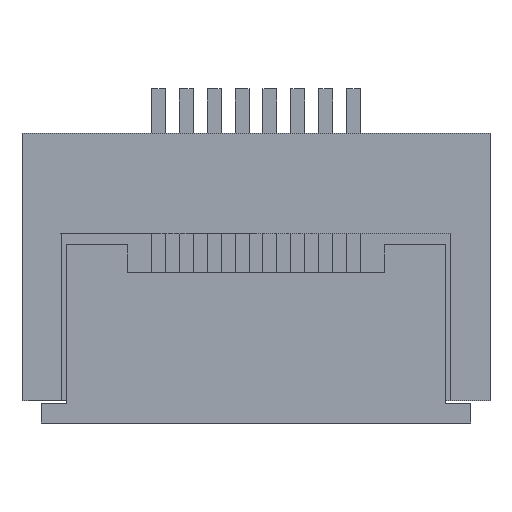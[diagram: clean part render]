
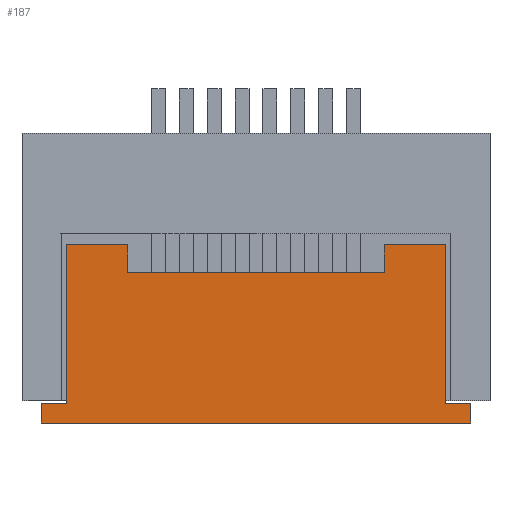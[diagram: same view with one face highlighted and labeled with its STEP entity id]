
A CAD part, top view. The second image highlights one B-rep face of the part: STEP entity #187.
In plain terms, the highlighted planar face has unit normal (0, 0, 1).
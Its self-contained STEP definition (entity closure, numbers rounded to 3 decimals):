
#51 = VERTEX_POINT('',#52);
#52 = CARTESIAN_POINT('',(-3.4,0.,1.9));
#58 = EDGE_CURVE('',#51,#59,#61,.T.);
#59 = VERTEX_POINT('',#60);
#60 = CARTESIAN_POINT('',(-2.3,0.,1.9));
#61 = LINE('',#62,#63);
#62 = CARTESIAN_POINT('',(-3.4,0.,1.9));
#63 = VECTOR('',#64,1.);
#64 = DIRECTION('',(1.,0.,0.));
#167 = EDGE_CURVE('',#168,#59,#170,.T.);
#168 = VERTEX_POINT('',#169);
#169 = CARTESIAN_POINT('',(-2.3,-0.5,1.9));
#170 = LINE('',#171,#172);
#171 = CARTESIAN_POINT('',(-2.3,-0.5,1.9));
#172 = VECTOR('',#173,1.);
#173 = DIRECTION('',(0.,1.,0.));
#187 = ADVANCED_FACE('',(#188),#270,.F.);
#188 = FACE_BOUND('',#189,.F.);
#189 = EDGE_LOOP('',(#190,#198,#199,#200,#208,#216,#224,#232,#240,#248,
    #256,#264));
#190 = ORIENTED_EDGE('',*,*,#191,.T.);
#191 = EDGE_CURVE('',#192,#51,#194,.T.);
#192 = VERTEX_POINT('',#193);
#193 = CARTESIAN_POINT('',(-3.4,-2.85,1.9));
#194 = LINE('',#195,#196);
#195 = CARTESIAN_POINT('',(-3.4,-2.85,1.9));
#196 = VECTOR('',#197,1.);
#197 = DIRECTION('',(0.,1.,0.));
#198 = ORIENTED_EDGE('',*,*,#58,.T.);
#199 = ORIENTED_EDGE('',*,*,#167,.F.);
#200 = ORIENTED_EDGE('',*,*,#201,.F.);
#201 = EDGE_CURVE('',#202,#168,#204,.T.);
#202 = VERTEX_POINT('',#203);
#203 = CARTESIAN_POINT('',(2.3,-0.5,1.9));
#204 = LINE('',#205,#206);
#205 = CARTESIAN_POINT('',(2.3,-0.5,1.9));
#206 = VECTOR('',#207,1.);
#207 = DIRECTION('',(-1.,0.,0.));
#208 = ORIENTED_EDGE('',*,*,#209,.F.);
#209 = EDGE_CURVE('',#210,#202,#212,.T.);
#210 = VERTEX_POINT('',#211);
#211 = CARTESIAN_POINT('',(2.3,0.,1.9));
#212 = LINE('',#213,#214);
#213 = CARTESIAN_POINT('',(2.3,0.,1.9));
#214 = VECTOR('',#215,1.);
#215 = DIRECTION('',(0.,-1.,0.));
#216 = ORIENTED_EDGE('',*,*,#217,.T.);
#217 = EDGE_CURVE('',#210,#218,#220,.T.);
#218 = VERTEX_POINT('',#219);
#219 = CARTESIAN_POINT('',(3.4,0.,1.9));
#220 = LINE('',#221,#222);
#221 = CARTESIAN_POINT('',(-3.4,0.,1.9));
#222 = VECTOR('',#223,1.);
#223 = DIRECTION('',(1.,0.,0.));
#224 = ORIENTED_EDGE('',*,*,#225,.T.);
#225 = EDGE_CURVE('',#218,#226,#228,.T.);
#226 = VERTEX_POINT('',#227);
#227 = CARTESIAN_POINT('',(3.4,-2.85,1.9));
#228 = LINE('',#229,#230);
#229 = CARTESIAN_POINT('',(3.4,0.,1.9));
#230 = VECTOR('',#231,1.);
#231 = DIRECTION('',(0.,-1.,0.));
#232 = ORIENTED_EDGE('',*,*,#233,.T.);
#233 = EDGE_CURVE('',#226,#234,#236,.T.);
#234 = VERTEX_POINT('',#235);
#235 = CARTESIAN_POINT('',(3.85,-2.85,1.9));
#236 = LINE('',#237,#238);
#237 = CARTESIAN_POINT('',(3.4,-2.85,1.9));
#238 = VECTOR('',#239,1.);
#239 = DIRECTION('',(1.,0.,0.));
#240 = ORIENTED_EDGE('',*,*,#241,.T.);
#241 = EDGE_CURVE('',#234,#242,#244,.T.);
#242 = VERTEX_POINT('',#243);
#243 = CARTESIAN_POINT('',(3.85,-3.2,1.9));
#244 = LINE('',#245,#246);
#245 = CARTESIAN_POINT('',(3.85,-2.85,1.9));
#246 = VECTOR('',#247,1.);
#247 = DIRECTION('',(0.,-1.,0.));
#248 = ORIENTED_EDGE('',*,*,#249,.T.);
#249 = EDGE_CURVE('',#242,#250,#252,.T.);
#250 = VERTEX_POINT('',#251);
#251 = CARTESIAN_POINT('',(-3.85,-3.2,1.9));
#252 = LINE('',#253,#254);
#253 = CARTESIAN_POINT('',(3.85,-3.2,1.9));
#254 = VECTOR('',#255,1.);
#255 = DIRECTION('',(-1.,0.,0.));
#256 = ORIENTED_EDGE('',*,*,#257,.T.);
#257 = EDGE_CURVE('',#250,#258,#260,.T.);
#258 = VERTEX_POINT('',#259);
#259 = CARTESIAN_POINT('',(-3.85,-2.85,1.9));
#260 = LINE('',#261,#262);
#261 = CARTESIAN_POINT('',(-3.85,-3.2,1.9));
#262 = VECTOR('',#263,1.);
#263 = DIRECTION('',(0.,1.,0.));
#264 = ORIENTED_EDGE('',*,*,#265,.T.);
#265 = EDGE_CURVE('',#258,#192,#266,.T.);
#266 = LINE('',#267,#268);
#267 = CARTESIAN_POINT('',(-3.85,-2.85,1.9));
#268 = VECTOR('',#269,1.);
#269 = DIRECTION('',(1.,0.,0.));
#270 = PLANE('',#271);
#271 = AXIS2_PLACEMENT_3D('',#272,#273,#274);
#272 = CARTESIAN_POINT('',(0.,-1.718,1.9));
#273 = DIRECTION('',(0.,0.,-1.));
#274 = DIRECTION('',(0.,-1.,0.));
